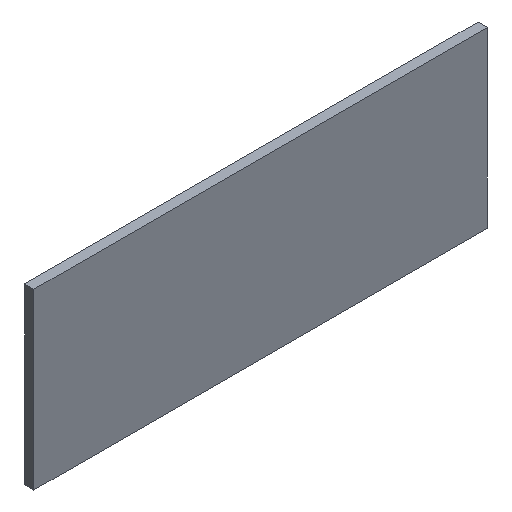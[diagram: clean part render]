
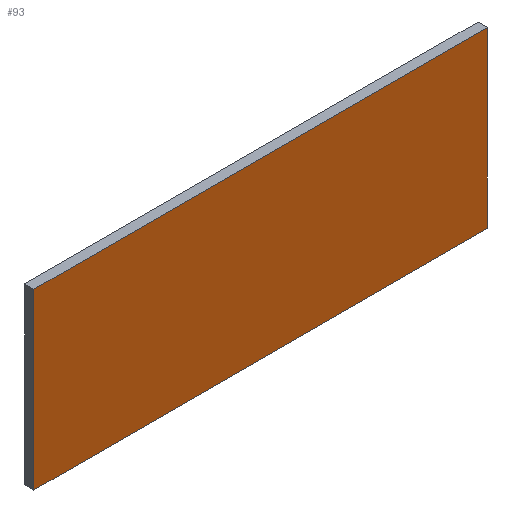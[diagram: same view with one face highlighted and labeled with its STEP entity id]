
A CAD part, isometric view. The second image highlights one B-rep face of the part: STEP entity #93.
In plain terms, the highlighted planar face has unit normal (0, -1, 0).
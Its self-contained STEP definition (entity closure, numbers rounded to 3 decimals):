
#8 = VERTEX_POINT ( 'NONE', #194 ) ;
#17 = ORIENTED_EDGE ( 'NONE', *, *, #27, .F. ) ;
#20 = DIRECTION ( 'NONE',  ( 0., 0., 1. ) ) ;
#27 = EDGE_CURVE ( 'NONE', #8, #113, #145, .T. ) ;
#35 = ORIENTED_EDGE ( 'NONE', *, *, #125, .F. ) ;
#38 = DIRECTION ( 'NONE',  ( 0., 0., -1. ) ) ;
#39 = CARTESIAN_POINT ( 'NONE',  ( 600., 0., 230. ) ) ;
#45 = CARTESIAN_POINT ( 'NONE',  ( -600., 0., -230. ) ) ;
#53 = VERTEX_POINT ( 'NONE', #129 ) ;
#58 = LINE ( 'NONE', #45, #190 ) ;
#59 = DIRECTION ( 'NONE',  ( -1., 0., 0. ) ) ;
#60 = VECTOR ( 'NONE', #20, 1000. ) ;
#70 = CARTESIAN_POINT ( 'NONE',  ( 600., 0., 230. ) ) ;
#82 = DIRECTION ( 'NONE',  ( 0., 0., -1. ) ) ;
#87 = LINE ( 'NONE', #117, #170 ) ;
#88 = DIRECTION ( 'NONE',  ( 0., -1., 0. ) ) ;
#93 = ADVANCED_FACE ( 'NONE', ( #151 ), #149, .T. ) ;
#98 = CARTESIAN_POINT ( 'NONE',  ( -600., 0., 230. ) ) ;
#99 = ORIENTED_EDGE ( 'NONE', *, *, #185, .F. ) ;
#100 = LINE ( 'NONE', #70, #142 ) ;
#104 = CARTESIAN_POINT ( 'NONE',  ( -600., 0., 230. ) ) ;
#110 = VERTEX_POINT ( 'NONE', #39 ) ;
#113 = VERTEX_POINT ( 'NONE', #104 ) ;
#117 = CARTESIAN_POINT ( 'NONE',  ( -600., 0., 230. ) ) ;
#120 = EDGE_CURVE ( 'NONE', #113, #110, #87, .T. ) ;
#125 = EDGE_CURVE ( 'NONE', #110, #53, #100, .T. ) ;
#129 = CARTESIAN_POINT ( 'NONE',  ( 600., 0., -230. ) ) ;
#136 = DIRECTION ( 'NONE',  ( 1., 0., 0. ) ) ;
#142 = VECTOR ( 'NONE', #82, 1000. ) ;
#145 = LINE ( 'NONE', #98, #60 ) ;
#148 = EDGE_LOOP ( 'NONE', ( #35, #175, #17, #99 ) ) ;
#149 = PLANE ( 'NONE',  #156 ) ;
#151 = FACE_OUTER_BOUND ( 'NONE', #148, .T. ) ;
#156 = AXIS2_PLACEMENT_3D ( 'NONE', #168, #88, #38 ) ;
#168 = CARTESIAN_POINT ( 'NONE',  ( 0., 0., 0. ) ) ;
#170 = VECTOR ( 'NONE', #136, 1000. ) ;
#175 = ORIENTED_EDGE ( 'NONE', *, *, #120, .F. ) ;
#185 = EDGE_CURVE ( 'NONE', #53, #8, #58, .T. ) ;
#190 = VECTOR ( 'NONE', #59, 1000. ) ;
#194 = CARTESIAN_POINT ( 'NONE',  ( -600., 0., -230. ) ) ;
